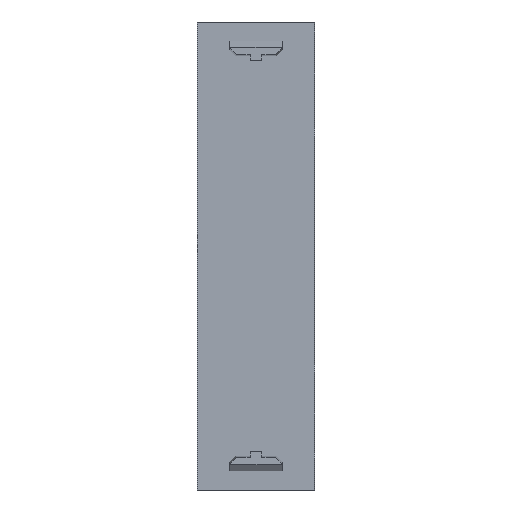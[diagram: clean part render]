
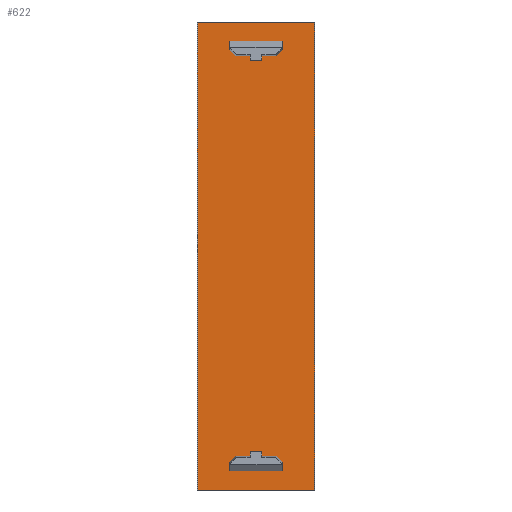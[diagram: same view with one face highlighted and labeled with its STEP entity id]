
A CAD part, front view. The second image highlights one B-rep face of the part: STEP entity #622.
In plain terms, the highlighted planar face has unit normal (0, -1, 0).
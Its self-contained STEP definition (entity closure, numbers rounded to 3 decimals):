
#15=FACE_BOUND('',#81,.T.);
#16=FACE_BOUND('',#82,.T.);
#48=FACE_OUTER_BOUND('',#80,.T.);
#80=EDGE_LOOP('',(#543,#544,#545,#546));
#81=EDGE_LOOP('',(#547,#548,#549,#550,#551,#552));
#82=EDGE_LOOP('',(#553,#554,#555,#556,#557,#558));
#86=LINE('',#828,#170);
#93=LINE('',#843,#177);
#127=LINE('',#915,#211);
#129=LINE('',#918,#213);
#133=LINE('',#927,#217);
#136=LINE('',#931,#220);
#140=LINE('',#940,#224);
#147=LINE('',#952,#231);
#149=LINE('',#956,#233);
#151=LINE('',#959,#235);
#154=LINE('',#967,#238);
#158=LINE('',#974,#242);
#161=LINE('',#980,#245);
#162=LINE('',#982,#246);
#164=LINE('',#986,#248);
#166=LINE('',#989,#250);
#170=VECTOR('',#676,10.);
#177=VECTOR('',#687,10.);
#211=VECTOR('',#745,10.);
#213=VECTOR('',#749,10.);
#217=VECTOR('',#755,10.);
#220=VECTOR('',#760,10.);
#224=VECTOR('',#766,10.);
#231=VECTOR('',#777,10.);
#233=VECTOR('',#781,10.);
#235=VECTOR('',#785,10.);
#238=VECTOR('',#790,10.);
#242=VECTOR('',#796,10.);
#245=VECTOR('',#801,10.);
#246=VECTOR('',#804,10.);
#248=VECTOR('',#810,10.);
#250=VECTOR('',#814,10.);
#251=VERTEX_POINT('',#821);
#254=VERTEX_POINT('',#826);
#257=VERTEX_POINT('',#836);
#260=VERTEX_POINT('',#841);
#285=VERTEX_POINT('',#912);
#286=VERTEX_POINT('',#914);
#289=VERTEX_POINT('',#924);
#290=VERTEX_POINT('',#926);
#293=VERTEX_POINT('',#937);
#294=VERTEX_POINT('',#939);
#297=VERTEX_POINT('',#951);
#298=VERTEX_POINT('',#955);
#301=VERTEX_POINT('',#964);
#302=VERTEX_POINT('',#966);
#304=VERTEX_POINT('',#972);
#306=VERTEX_POINT('',#978);
#310=EDGE_CURVE('',#254,#251,#86,.T.);
#317=EDGE_CURVE('',#260,#257,#93,.T.);
#351=EDGE_CURVE('',#285,#286,#127,.F.);
#353=EDGE_CURVE('',#260,#286,#129,.T.);
#357=EDGE_CURVE('',#289,#290,#133,.F.);
#360=EDGE_CURVE('',#285,#290,#136,.T.);
#364=EDGE_CURVE('',#293,#294,#140,.F.);
#371=EDGE_CURVE('',#297,#294,#147,.T.);
#373=EDGE_CURVE('',#297,#298,#149,.F.);
#375=EDGE_CURVE('',#254,#298,#151,.T.);
#378=EDGE_CURVE('',#301,#302,#154,.T.);
#382=EDGE_CURVE('',#304,#301,#158,.T.);
#385=EDGE_CURVE('',#306,#304,#161,.T.);
#386=EDGE_CURVE('',#302,#306,#162,.T.);
#388=EDGE_CURVE('',#293,#251,#164,.T.);
#390=EDGE_CURVE('',#289,#257,#166,.T.);
#543=ORIENTED_EDGE('',*,*,#378,.F.);
#544=ORIENTED_EDGE('',*,*,#382,.F.);
#545=ORIENTED_EDGE('',*,*,#385,.F.);
#546=ORIENTED_EDGE('',*,*,#386,.F.);
#547=ORIENTED_EDGE('',*,*,#375,.T.);
#548=ORIENTED_EDGE('',*,*,#373,.F.);
#549=ORIENTED_EDGE('',*,*,#371,.T.);
#550=ORIENTED_EDGE('',*,*,#364,.F.);
#551=ORIENTED_EDGE('',*,*,#388,.T.);
#552=ORIENTED_EDGE('',*,*,#310,.F.);
#553=ORIENTED_EDGE('',*,*,#353,.T.);
#554=ORIENTED_EDGE('',*,*,#351,.F.);
#555=ORIENTED_EDGE('',*,*,#360,.T.);
#556=ORIENTED_EDGE('',*,*,#357,.F.);
#557=ORIENTED_EDGE('',*,*,#390,.T.);
#558=ORIENTED_EDGE('',*,*,#317,.F.);
#590=PLANE('',#668);
#622=ADVANCED_FACE('',(#48,#15,#16),#590,.F.);
#668=AXIS2_PLACEMENT_3D('',#991,#817,#818);
#676=DIRECTION('',(1.,0.,0.));
#687=DIRECTION('',(-1.,0.,0.));
#745=DIRECTION('',(-0.707,0.,-0.707));
#749=DIRECTION('',(0.,0.,-1.));
#755=DIRECTION('',(-0.707,0.,0.707));
#760=DIRECTION('',(-1.,0.,0.));
#766=DIRECTION('',(0.707,0.,-0.707));
#777=DIRECTION('',(1.,0.,0.));
#781=DIRECTION('',(0.707,0.,0.707));
#785=DIRECTION('',(0.,0.,1.));
#790=DIRECTION('',(0.,0.,-1.));
#796=DIRECTION('',(1.,0.,0.));
#801=DIRECTION('',(0.,0.,1.));
#804=DIRECTION('',(-1.,0.,0.));
#810=DIRECTION('',(0.,0.,-1.));
#814=DIRECTION('',(0.,0.,1.));
#817=DIRECTION('center_axis',(0.,1.,0.));
#818=DIRECTION('ref_axis',(1.,0.,0.));
#821=CARTESIAN_POINT('',(4.5,0.,-36.75));
#826=CARTESIAN_POINT('',(-4.5,0.,-36.75));
#828=CARTESIAN_POINT('',(2.25,0.,-36.75));
#836=CARTESIAN_POINT('',(-4.5,0.,36.75));
#841=CARTESIAN_POINT('',(4.5,0.,36.75));
#843=CARTESIAN_POINT('',(-2.25,0.,36.75));
#912=CARTESIAN_POINT('',(3.5,0.,34.25));
#914=CARTESIAN_POINT('',(4.5,0.,35.25));
#915=CARTESIAN_POINT('',(-5.688,0.,25.063));
#918=CARTESIAN_POINT('',(4.5,0.,17.875));
#924=CARTESIAN_POINT('',(-4.5,0.,35.25));
#926=CARTESIAN_POINT('',(-3.5,0.,34.25));
#927=CARTESIAN_POINT('',(5.688,0.,25.063));
#931=CARTESIAN_POINT('',(2.25,0.,34.25));
#937=CARTESIAN_POINT('',(4.5,0.,-35.25));
#939=CARTESIAN_POINT('',(3.5,0.,-34.25));
#940=CARTESIAN_POINT('',(-5.688,0.,-25.063));
#951=CARTESIAN_POINT('',(-3.5,0.,-34.25));
#952=CARTESIAN_POINT('',(-2.25,0.,-34.25));
#955=CARTESIAN_POINT('',(-4.5,0.,-35.25));
#956=CARTESIAN_POINT('',(5.688,0.,-25.063));
#959=CARTESIAN_POINT('',(-4.5,0.,-17.875));
#964=CARTESIAN_POINT('',(10.,0.,40.));
#966=CARTESIAN_POINT('',(10.,0.,-40.));
#967=CARTESIAN_POINT('',(10.,0.,40.));
#972=CARTESIAN_POINT('',(-10.,0.,40.));
#974=CARTESIAN_POINT('',(-10.,0.,40.));
#978=CARTESIAN_POINT('',(-10.,0.,-40.));
#980=CARTESIAN_POINT('',(-10.,0.,-40.));
#982=CARTESIAN_POINT('',(10.,0.,-40.));
#986=CARTESIAN_POINT('',(4.5,0.,-17.125));
#989=CARTESIAN_POINT('',(-4.5,0.,17.125));
#991=CARTESIAN_POINT('Origin',(0.,0.,0.));
